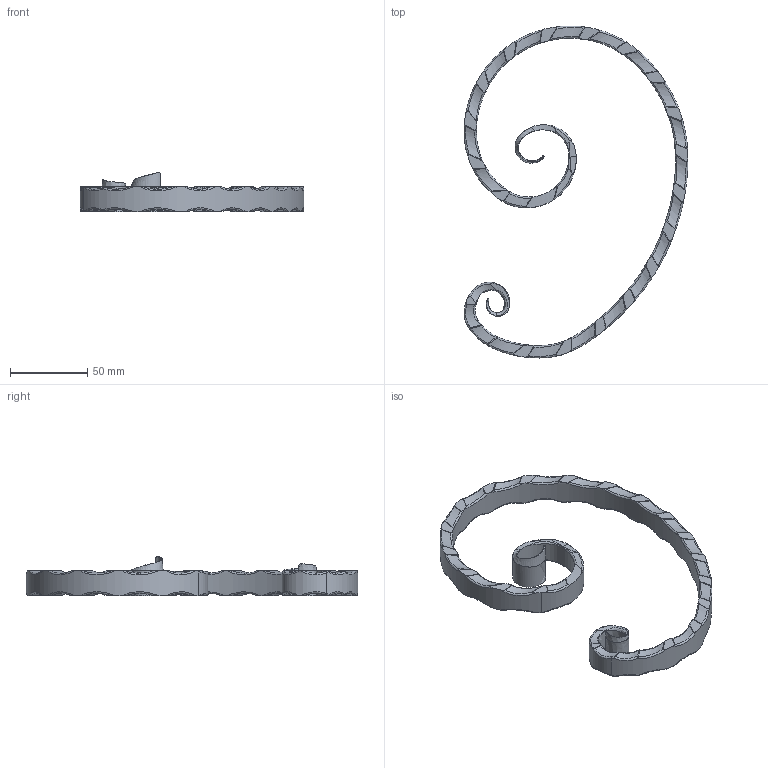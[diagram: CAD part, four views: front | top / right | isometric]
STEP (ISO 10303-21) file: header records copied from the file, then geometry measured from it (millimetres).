
FILE_DESCRIPTION (( 'STEP AP203' ), '1' );
FILE_NAME ('4525.step', '2015-09-17T14:58:59', ( '' ), ( '' ), 'SwSTEP 2.0', 'SolidWorks 2015', '' );
FILE_SCHEMA (( 'CONFIG_CONTROL_DESIGN' ));
Length unit declared in the file: millimetre
Products named in the file (1): 4525
Bounding box: 144.96 x 215 x 25.45 mm (x, y, z)
Volume: 71077.8 mm3; surface area: 30343.5 mm2
Topology: 1 solids, 1 shells, 336 faces, 969 edges, 635 vertices
Faces by surface type: cylinder 145, bspline 129, plane 48, sphere 14
Entity records: 23869 total; most frequent: CARTESIAN_POINT 16948, ORIENTED_EDGE 1938, EDGE_CURVE 969, B_SPLINE_CURVE_WITH_KNOTS 708, DIRECTION 692, VERTEX_POINT 635, FACE_OUTER_BOUND 336, ADVANCED_FACE 336
